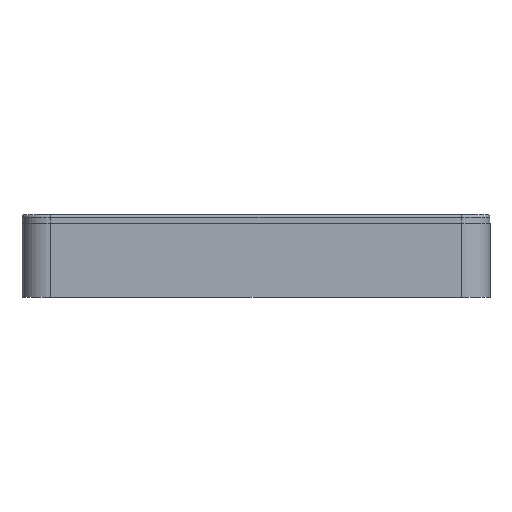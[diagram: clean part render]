
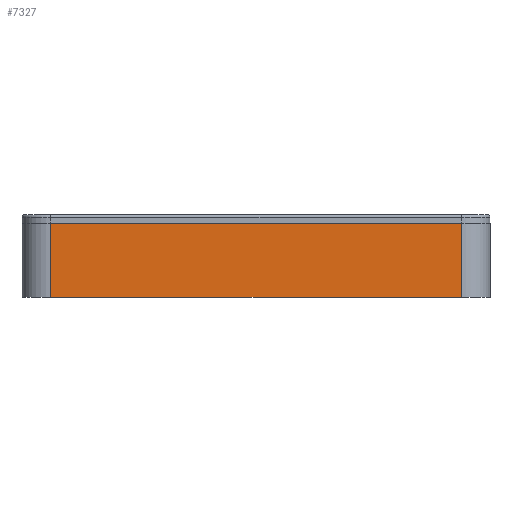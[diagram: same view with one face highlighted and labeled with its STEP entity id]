
A CAD part, left-side view. The second image highlights one B-rep face of the part: STEP entity #7327.
In plain terms, the highlighted planar face has unit normal (-1, 0, 0).
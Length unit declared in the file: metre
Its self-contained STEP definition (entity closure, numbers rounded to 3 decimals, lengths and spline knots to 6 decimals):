
#415=LINE('',#11243,#905);
#447=LINE('',#11448,#937);
#464=LINE('',#11483,#954);
#465=LINE('',#11484,#955);
#905=VECTOR('',#9186,1.);
#937=VECTOR('',#9252,1.);
#954=VECTOR('',#9283,1.);
#955=VECTOR('',#9284,1.);
#1265=PLANE('',#7967);
#2176=ORIENTED_EDGE('',*,*,#3798,.F.);
#2177=ORIENTED_EDGE('',*,*,#3817,.T.);
#2178=ORIENTED_EDGE('',*,*,#3723,.T.);
#2179=ORIENTED_EDGE('',*,*,#3818,.T.);
#3723=EDGE_CURVE('',#4608,#4607,#415,.T.);
#3798=EDGE_CURVE('',#4682,#4683,#447,.T.);
#3817=EDGE_CURVE('',#4682,#4608,#464,.T.);
#3818=EDGE_CURVE('',#4607,#4683,#465,.F.);
#4607=VERTEX_POINT('',#11242);
#4608=VERTEX_POINT('',#11244);
#4682=VERTEX_POINT('',#11447);
#4683=VERTEX_POINT('',#11449);
#5638=EDGE_LOOP('',(#2176,#2177,#2178,#2179));
#6416=FACE_BOUND('',#5638,.T.);
#7327=ADVANCED_FACE('',(#6416),#1265,.F.);
#7967=AXIS2_PLACEMENT_3D('',#11482,#9281,#9282);
#9186=DIRECTION('',(0.,-1.,0.));
#9252=DIRECTION('',(0.,-1.,0.));
#9281=DIRECTION('',(1.,0.,0.));
#9282=DIRECTION('',(0.,0.,-1.));
#9283=DIRECTION('',(0.,0.,-1.));
#9284=DIRECTION('',(0.,0.,-1.));
#11242=CARTESIAN_POINT('',(-0.070722,-0.035957,0.));
#11243=CARTESIAN_POINT('',(-0.070722,0.,0.));
#11244=CARTESIAN_POINT('',(-0.070722,0.035957,0.));
#11447=CARTESIAN_POINT('',(-0.070722,0.035957,0.013));
#11448=CARTESIAN_POINT('',(-0.070722,0.,0.013));
#11449=CARTESIAN_POINT('',(-0.070722,-0.035957,0.013));
#11482=CARTESIAN_POINT('',(-0.070722,0.,0.013));
#11483=CARTESIAN_POINT('',(-0.070722,0.035957,0.));
#11484=CARTESIAN_POINT('',(-0.070722,-0.035957,0.013));
